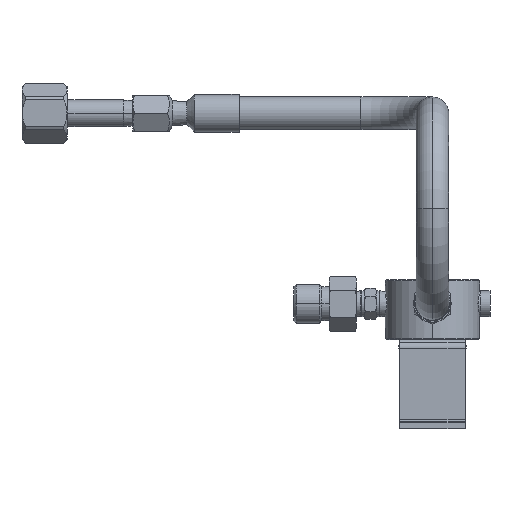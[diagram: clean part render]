
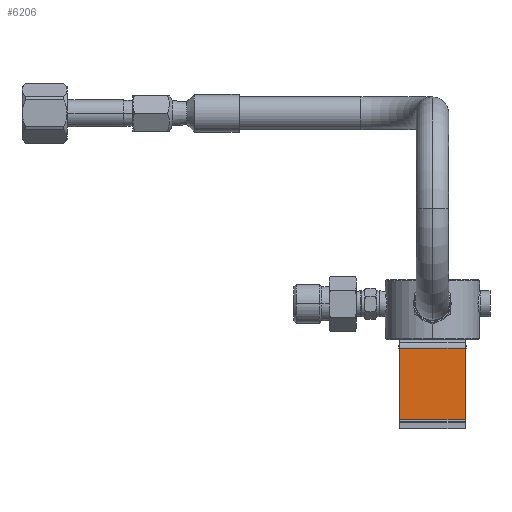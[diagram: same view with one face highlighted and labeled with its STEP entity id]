
A CAD part, left-side view. The second image highlights one B-rep face of the part: STEP entity #6206.
In plain terms, the highlighted face is planar.
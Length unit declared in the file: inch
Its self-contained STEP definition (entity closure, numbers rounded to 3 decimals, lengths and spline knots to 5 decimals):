
#5013=DIRECTION('',(0.,0.,1.));
#5014=VECTOR('',#5013,1.375);
#5015=CARTESIAN_POINT('',(5.375,-0.75,-0.6875));
#5016=LINE('',#5015,#5014);
#5017=DIRECTION('',(0.,1.,0.));
#5018=VECTOR('',#5017,1.5);
#5019=CARTESIAN_POINT('',(5.375,-0.75,-0.6875));
#5020=LINE('',#5019,#5018);
#5021=DIRECTION('',(0.,-1.,0.));
#5022=VECTOR('',#5021,1.5);
#5023=CARTESIAN_POINT('',(5.375,0.75,0.6875));
#5024=LINE('',#5023,#5022);
#5029=DIRECTION('',(0.,0.,-1.));
#5030=VECTOR('',#5029,1.375);
#5031=CARTESIAN_POINT('',(5.375,0.75,0.6875));
#5032=LINE('',#5031,#5030);
#5405=CARTESIAN_POINT('',(5.375,0.75,-0.6875));
#5406=VERTEX_POINT('',#5405);
#5407=CARTESIAN_POINT('',(5.375,0.75,0.6875));
#5408=VERTEX_POINT('',#5407);
#5409=CARTESIAN_POINT('',(5.375,-0.75,-0.6875));
#5410=VERTEX_POINT('',#5409);
#5411=CARTESIAN_POINT('',(5.375,-0.75,0.6875));
#5412=VERTEX_POINT('',#5411);
#6194=CARTESIAN_POINT('',(5.375,-0.9375,0.6875));
#6195=DIRECTION('',(1.,0.,0.));
#6196=DIRECTION('',(0.,0.,-1.));
#6197=AXIS2_PLACEMENT_3D('',#6194,#6195,#6196);
#6198=PLANE('',#6197);
#6200=ORIENTED_EDGE('',*,*,#6199,.T.);
#6201=ORIENTED_EDGE('',*,*,#5672,.F.);
#6202=ORIENTED_EDGE('',*,*,#6188,.T.);
#6203=ORIENTED_EDGE('',*,*,#5557,.F.);
#6204=EDGE_LOOP('',(#6200,#6201,#6202,#6203));
#6205=FACE_OUTER_BOUND('',#6204,.F.);
#6206=ADVANCED_FACE('',(#6205),#6198,.T.);
#5557=EDGE_CURVE('',#5408,#5412,#5024,.T.);
#5672=EDGE_CURVE('',#5410,#5406,#5020,.T.);
#6188=EDGE_CURVE('',#5410,#5412,#5016,.T.);
#6199=EDGE_CURVE('',#5408,#5406,#5032,.T.);
